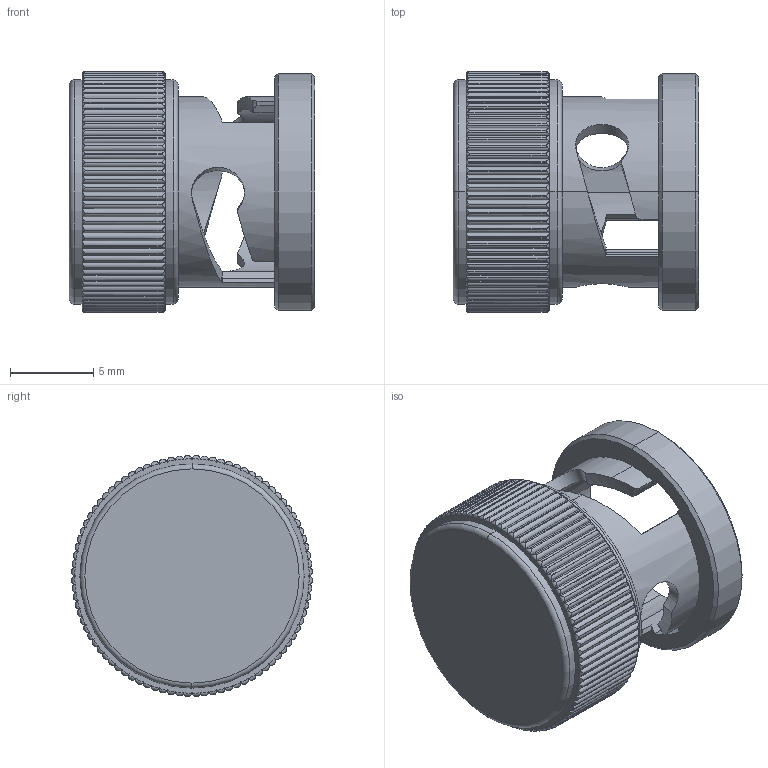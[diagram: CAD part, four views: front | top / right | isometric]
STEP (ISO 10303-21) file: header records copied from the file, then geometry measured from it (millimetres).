
FILE_DESCRIPTION (( 'STEP AP214' ), '1' );
FILE_NAME ('FMSC10-06300_3D.step', '2023-08-02T14:40:30', ( '' ), ( '' ), 'SwSTEP 2.0', 'SolidWorks 2022', '' );
FILE_SCHEMA (( 'AUTOMOTIVE_DESIGN' ));
Length unit declared in the file: inch
Products named in the file (2): Copy of 10-06304-MA1^FMSC10-06300_No Chain Attachment; FMSC10-06300_3D
Assembly tree (1 placements, depth 2):
  FMSC10-06300_3D
    Copy of 10-06304-MA1^FMSC10-06300_No Chain Attachment
Bounding box: 14.73 x 14.47 x 14.47 mm (x, y, z)
Volume: 1298.2 mm3; surface area: 1308 mm2
Topology: 1 solids, 1 shells, 544 faces, 1621 edges, 1078 vertices
Faces by surface type: cylinder 326, torus 180, plane 19, bspline 15, cone 4
Entity records: 21476 total; most frequent: CARTESIAN_POINT 7038, ORIENTED_EDGE 3242, DIRECTION 2953, EDGE_CURVE 1621, AXIS2_PLACEMENT_3D 1292, VERTEX_POINT 1078, CIRCLE 759, EDGE_LOOP 549
